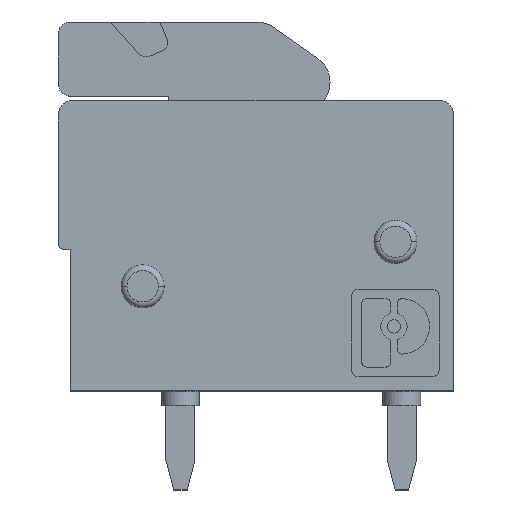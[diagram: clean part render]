
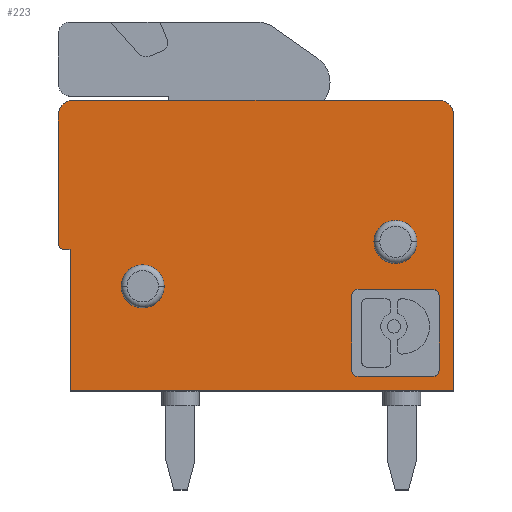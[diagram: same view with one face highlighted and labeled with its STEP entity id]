
A CAD part, top view. The second image highlights one B-rep face of the part: STEP entity #223.
In plain terms, the highlighted planar face has unit normal (0, 0, 1).
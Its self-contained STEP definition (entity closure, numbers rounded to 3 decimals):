
#223=ADVANCED_FACE('',(#535,#536,#537,#538),#539,.T.);
#535=FACE_OUTER_BOUND('',#944,.T.);
#536=FACE_BOUND('',#945,.T.);
#537=FACE_BOUND('',#946,.T.);
#538=FACE_BOUND('',#947,.T.);
#539=PLANE('',#948);
#944=EDGE_LOOP('',(#1526,#1527,#1528,#1529,#1530,#1531,#1532,#1533,#1534));
#945=EDGE_LOOP('',(#1535,#1536));
#946=EDGE_LOOP('',(#1537,#1538,#1539,#1540,#1541,#1542,#1543,#1544));
#947=EDGE_LOOP('',(#1545,#1546));
#948=AXIS2_PLACEMENT_3D('',#1547,#1548,#1549);
#1526=ORIENTED_EDGE('',*,*,#2422,.F.);
#1527=ORIENTED_EDGE('',*,*,#2510,.F.);
#1528=ORIENTED_EDGE('',*,*,#2548,.F.);
#1529=ORIENTED_EDGE('',*,*,#2549,.T.);
#1530=ORIENTED_EDGE('',*,*,#2550,.T.);
#1531=ORIENTED_EDGE('',*,*,#2434,.T.);
#1532=ORIENTED_EDGE('',*,*,#2551,.T.);
#1533=ORIENTED_EDGE('',*,*,#2459,.T.);
#1534=ORIENTED_EDGE('',*,*,#2552,.T.);
#1535=ORIENTED_EDGE('',*,*,#2553,.F.);
#1536=ORIENTED_EDGE('',*,*,#2554,.F.);
#1537=ORIENTED_EDGE('',*,*,#2452,.T.);
#1538=ORIENTED_EDGE('',*,*,#2555,.F.);
#1539=ORIENTED_EDGE('',*,*,#2556,.T.);
#1540=ORIENTED_EDGE('',*,*,#2429,.F.);
#1541=ORIENTED_EDGE('',*,*,#2557,.T.);
#1542=ORIENTED_EDGE('',*,*,#2558,.F.);
#1543=ORIENTED_EDGE('',*,*,#2559,.T.);
#1544=ORIENTED_EDGE('',*,*,#2560,.F.);
#1545=ORIENTED_EDGE('',*,*,#2561,.F.);
#1546=ORIENTED_EDGE('',*,*,#2562,.F.);
#1547=CARTESIAN_POINT('',(51.358,-23.741,0.0));
#1548=DIRECTION('',(0.0,0.0,1.0));
#1549=DIRECTION('',(1.0,0.0,0.0));
#2422=EDGE_CURVE('',#2891,#2894,#2895,.T.);
#2429=EDGE_CURVE('',#2905,#2901,#2907,.T.);
#2434=EDGE_CURVE('',#2910,#2914,#2916,.T.);
#2452=EDGE_CURVE('',#2939,#2944,#2946,.T.);
#2459=EDGE_CURVE('',#2957,#2955,#2958,.T.);
#2510=EDGE_CURVE('',#3043,#2891,#3045,.T.);
#2548=EDGE_CURVE('',#3103,#3043,#3104,.T.);
#2549=EDGE_CURVE('',#3103,#3105,#3106,.T.);
#2550=EDGE_CURVE('',#3105,#2910,#3107,.T.);
#2551=EDGE_CURVE('',#2914,#2957,#3108,.T.);
#2552=EDGE_CURVE('',#2955,#2894,#3109,.T.);
#2553=EDGE_CURVE('',#3110,#3111,#3112,.T.);
#2554=EDGE_CURVE('',#3111,#3110,#3113,.T.);
#2555=EDGE_CURVE('',#3114,#2944,#3115,.T.);
#2556=EDGE_CURVE('',#3114,#2901,#3116,.T.);
#2557=EDGE_CURVE('',#2905,#3117,#3118,.T.);
#2558=EDGE_CURVE('',#3119,#3117,#3120,.T.);
#2559=EDGE_CURVE('',#3119,#3121,#3122,.T.);
#2560=EDGE_CURVE('',#2939,#3121,#3123,.T.);
#2561=EDGE_CURVE('',#3124,#3125,#3126,.T.);
#2562=EDGE_CURVE('',#3125,#3124,#3127,.T.);
#2891=VERTEX_POINT('',#3565);
#2894=VERTEX_POINT('',#3569);
#2895=LINE('',#3570,#3571);
#2901=VERTEX_POINT('',#3579);
#2905=VERTEX_POINT('',#3584);
#2907=CIRCLE('',#3587,0.211);
#2910=VERTEX_POINT('',#3590);
#2914=VERTEX_POINT('',#3596);
#2916=LINE('',#3599,#3600);
#2939=VERTEX_POINT('',#3626);
#2944=VERTEX_POINT('',#3633);
#2946=LINE('',#3636,#3637);
#2955=VERTEX_POINT('',#3649);
#2957=VERTEX_POINT('',#3652);
#2958=LINE('',#3653,#3654);
#3043=VERTEX_POINT('',#3766);
#3045=LINE('',#3769,#3770);
#3103=VERTEX_POINT('',#3847);
#3104=LINE('',#3848,#3849);
#3105=VERTEX_POINT('',#3850);
#3106=LINE('',#3851,#3852);
#3107=CIRCLE('',#3853,0.5);
#3108=CIRCLE('',#3854,0.5);
#3109=CIRCLE('',#3855,0.2);
#3110=VERTEX_POINT('',#3856);
#3111=VERTEX_POINT('',#3857);
#3112=CIRCLE('',#3858,0.74);
#3113=CIRCLE('',#3859,0.74);
#3114=VERTEX_POINT('',#3860);
#3115=CIRCLE('',#3861,0.211);
#3116=LINE('',#3862,#3863);
#3117=VERTEX_POINT('',#3864);
#3118=LINE('',#3865,#3866);
#3119=VERTEX_POINT('',#3867);
#3120=CIRCLE('',#3868,0.211);
#3121=VERTEX_POINT('',#3869);
#3122=LINE('',#3870,#3871);
#3123=CIRCLE('',#3872,0.211);
#3124=VERTEX_POINT('',#3873);
#3125=VERTEX_POINT('',#3874);
#3126=CIRCLE('',#3875,0.74);
#3127=CIRCLE('',#3876,0.74);
#3565=CARTESIAN_POINT('',(0.0,4.87,0.0));
#3569=CARTESIAN_POINT('',(-0.2,4.87,0.0));
#3570=CARTESIAN_POINT('',(51.358,4.87,0.0));
#3571=VECTOR('',#4390,1.0);
#3579=CARTESIAN_POINT('',(12.7,0.711,0.0));
#3584=CARTESIAN_POINT('',(12.489,0.5,0.0));
#3587=AXIS2_PLACEMENT_3D('',#4398,#4399,#4400);
#3590=CARTESIAN_POINT('',(12.7,10.0,0.0));
#3596=CARTESIAN_POINT('',(0.1,10.0,0.0));
#3599=CARTESIAN_POINT('',(51.358,10.0,0.0));
#3600=VECTOR('',#4404,1.0);
#3626=CARTESIAN_POINT('',(9.911,3.5,0.0));
#3633=CARTESIAN_POINT('',(12.489,3.5,0.0));
#3636=CARTESIAN_POINT('',(51.358,3.5,0.0));
#3637=VECTOR('',#4435,1.0);
#3649=CARTESIAN_POINT('',(-0.4,5.07,0.0));
#3652=CARTESIAN_POINT('',(-0.4,9.5,0.0));
#3653=CARTESIAN_POINT('',(-0.4,-23.741,0.0));
#3654=VECTOR('',#4440,1.0);
#3766=CARTESIAN_POINT('',(0.0,0.0,0.0));
#3769=CARTESIAN_POINT('',(0.0,-23.741,0.0));
#3770=VECTOR('',#4505,1.0);
#3847=CARTESIAN_POINT('',(13.2,0.0,0.0));
#3848=CARTESIAN_POINT('',(51.358,0.0,0.0));
#3849=VECTOR('',#4546,1.0);
#3850=CARTESIAN_POINT('',(13.2,9.5,0.0));
#3851=CARTESIAN_POINT('',(13.2,-23.741,0.0));
#3852=VECTOR('',#4547,1.0);
#3853=AXIS2_PLACEMENT_3D('',#4548,#4549,#4550);
#3854=AXIS2_PLACEMENT_3D('',#4551,#4552,#4553);
#3855=AXIS2_PLACEMENT_3D('',#4554,#4555,#4556);
#3856=CARTESIAN_POINT('',(11.94,5.13,0.0));
#3857=CARTESIAN_POINT('',(10.46,5.13,0.0));
#3858=AXIS2_PLACEMENT_3D('',#4557,#4558,#4559);
#3859=AXIS2_PLACEMENT_3D('',#4560,#4561,#4562);
#3860=CARTESIAN_POINT('',(12.7,3.289,0.0));
#3861=AXIS2_PLACEMENT_3D('',#4563,#4564,#4565);
#3862=CARTESIAN_POINT('',(12.7,-23.741,0.0));
#3863=VECTOR('',#4566,1.0);
#3864=CARTESIAN_POINT('',(9.911,0.5,0.0));
#3865=CARTESIAN_POINT('',(51.358,0.5,0.0));
#3866=VECTOR('',#4567,1.0);
#3867=CARTESIAN_POINT('',(9.7,0.711,0.0));
#3868=AXIS2_PLACEMENT_3D('',#4568,#4569,#4570);
#3869=CARTESIAN_POINT('',(9.7,3.289,0.0));
#3870=CARTESIAN_POINT('',(9.7,-23.741,0.0));
#3871=VECTOR('',#4571,1.0);
#3872=AXIS2_PLACEMENT_3D('',#4572,#4573,#4574);
#3873=CARTESIAN_POINT('',(3.24,3.6,0.0));
#3874=CARTESIAN_POINT('',(1.76,3.6,0.0));
#3875=AXIS2_PLACEMENT_3D('',#4575,#4576,#4577);
#3876=AXIS2_PLACEMENT_3D('',#4578,#4579,#4580);
#4390=DIRECTION('',(-1.0,0.0,0.0));
#4398=CARTESIAN_POINT('',(12.489,0.711,0.0));
#4399=DIRECTION('',(0.0,0.0,1.0));
#4400=DIRECTION('',(1.0,0.0,0.0));
#4404=DIRECTION('',(-1.0,0.0,0.0));
#4435=DIRECTION('',(1.0,0.0,0.0));
#4440=DIRECTION('',(0.0,-1.0,0.0));
#4505=DIRECTION('',(0.0,1.0,0.0));
#4546=DIRECTION('',(-1.0,0.,0.0));
#4547=DIRECTION('',(0.0,1.0,0.0));
#4548=CARTESIAN_POINT('',(12.7,9.5,0.0));
#4549=DIRECTION('',(0.0,0.0,1.0));
#4550=DIRECTION('',(1.0,0.0,0.0));
#4551=CARTESIAN_POINT('',(0.1,9.5,0.0));
#4552=DIRECTION('',(0.0,0.0,1.0));
#4553=DIRECTION('',(1.0,0.0,0.0));
#4554=CARTESIAN_POINT('',(-0.2,5.07,0.0));
#4555=DIRECTION('',(0.0,0.0,1.0));
#4556=DIRECTION('',(1.0,0.0,0.0));
#4557=CARTESIAN_POINT('',(11.2,5.13,0.0));
#4558=DIRECTION('',(0.0,0.0,1.0));
#4559=DIRECTION('',(-1.0,0.0,0.0));
#4560=CARTESIAN_POINT('',(11.2,5.13,0.0));
#4561=DIRECTION('',(0.0,0.0,1.0));
#4562=DIRECTION('',(-1.0,0.0,0.0));
#4563=CARTESIAN_POINT('',(12.489,3.289,0.0));
#4564=DIRECTION('',(0.0,0.0,1.0));
#4565=DIRECTION('',(1.0,0.0,0.0));
#4566=DIRECTION('',(0.0,-1.0,0.0));
#4567=DIRECTION('',(-1.0,0.0,0.0));
#4568=CARTESIAN_POINT('',(9.911,0.711,0.0));
#4569=DIRECTION('',(0.0,0.0,1.0));
#4570=DIRECTION('',(1.0,0.0,0.0));
#4571=DIRECTION('',(0.0,1.0,0.0));
#4572=CARTESIAN_POINT('',(9.911,3.289,0.0));
#4573=DIRECTION('',(0.0,0.0,1.0));
#4574=DIRECTION('',(1.0,0.0,0.0));
#4575=CARTESIAN_POINT('',(2.5,3.6,0.0));
#4576=DIRECTION('',(0.0,0.0,1.0));
#4577=DIRECTION('',(-1.0,0.0,0.0));
#4578=CARTESIAN_POINT('',(2.5,3.6,0.0));
#4579=DIRECTION('',(0.0,0.0,1.0));
#4580=DIRECTION('',(-1.0,0.0,0.0));
